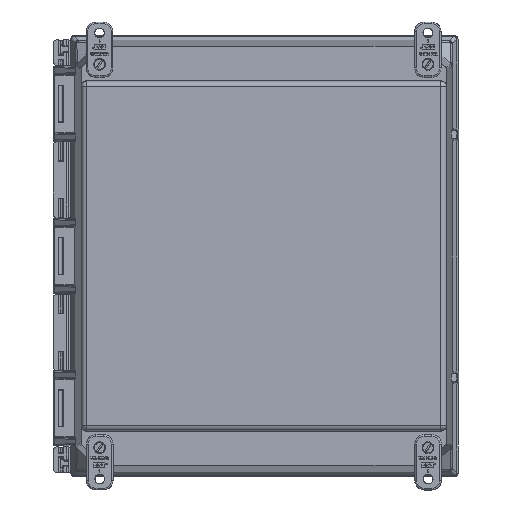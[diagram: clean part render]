
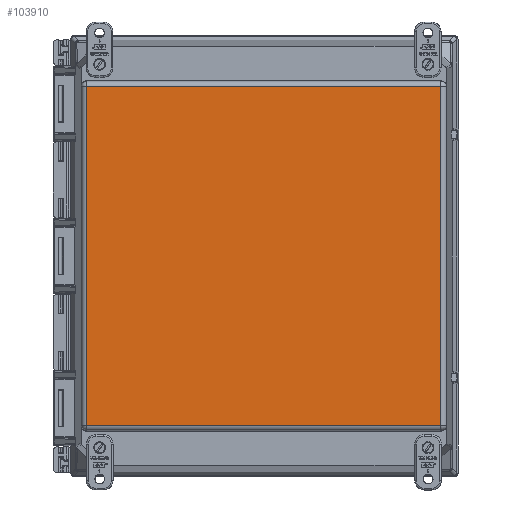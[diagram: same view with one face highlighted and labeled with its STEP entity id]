
A CAD part, front view. The second image highlights one B-rep face of the part: STEP entity #103910.
In plain terms, the highlighted planar face has unit normal (0, -1, 0).
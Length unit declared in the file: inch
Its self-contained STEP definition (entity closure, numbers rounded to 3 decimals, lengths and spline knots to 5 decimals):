
#13 = AXIS2_PLACEMENT_3D ( 'NONE', #64259, #82768, #27880 ) ;
#2216 = ORIENTED_EDGE ( 'NONE', *, *, #61866, .T. ) ;
#2307 = VECTOR ( 'NONE', #84655, 39.37008 ) ;
#6778 = EDGE_CURVE ( 'NONE', #43500, #105805, #80996, .T. ) ;
#13414 = ORIENTED_EDGE ( 'NONE', *, *, #6778, .T. ) ;
#14047 = ORIENTED_EDGE ( 'NONE', *, *, #46127, .T. ) ;
#18423 = LINE ( 'NONE', #111825, #88673 ) ;
#27880 = DIRECTION ( 'NONE',  ( 0., 0., -1. ) ) ;
#29739 = CARTESIAN_POINT ( 'NONE',  ( -6.01555, -6.125, 5.56942 ) ) ;
#32266 = VECTOR ( 'NONE', #64714, 39.37008 ) ;
#38924 = FACE_OUTER_BOUND ( 'NONE', #86210, .T. ) ;
#42240 = DIRECTION ( 'NONE',  ( 1., 0., 0. ) ) ;
#43500 = VERTEX_POINT ( 'NONE', #115122 ) ;
#46127 = EDGE_CURVE ( 'NONE', #105805, #102746, #75470, .T. ) ;
#46339 = CARTESIAN_POINT ( 'NONE',  ( 5.83497, -6.125, 5.75 ) ) ;
#54490 = CARTESIAN_POINT ( 'NONE',  ( -5.83497, -6.125, -5.56942 ) ) ;
#61866 = EDGE_CURVE ( 'NONE', #102746, #84200, #18423, .T. ) ;
#64259 = CARTESIAN_POINT ( 'NONE',  ( -6.36, -6.125, -7.25 ) ) ;
#64714 = DIRECTION ( 'NONE',  ( 0., 0., 1. ) ) ;
#73552 = PLANE ( 'NONE',  #13 ) ;
#75470 = LINE ( 'NONE', #29739, #2307 ) ;
#80996 = LINE ( 'NONE', #46339, #32266 ) ;
#82768 = DIRECTION ( 'NONE',  ( 0., -1., 0. ) ) ;
#84200 = VERTEX_POINT ( 'NONE', #54490 ) ;
#84655 = DIRECTION ( 'NONE',  ( -1., 0., 0. ) ) ;
#86210 = EDGE_LOOP ( 'NONE', ( #14047, #2216, #116142, #13414 ) ) ;
#87937 = CARTESIAN_POINT ( 'NONE',  ( 6.01555, -6.125, -5.56942 ) ) ;
#88673 = VECTOR ( 'NONE', #102661, 39.37008 ) ;
#91612 = EDGE_CURVE ( 'NONE', #84200, #43500, #97187, .T. ) ;
#93541 = CARTESIAN_POINT ( 'NONE',  ( 5.83497, -6.125, 5.56942 ) ) ;
#94315 = VECTOR ( 'NONE', #42240, 39.37008 ) ;
#97187 = LINE ( 'NONE', #87937, #94315 ) ;
#102661 = DIRECTION ( 'NONE',  ( 0., 0., -1. ) ) ;
#102746 = VERTEX_POINT ( 'NONE', #105127 ) ;
#103910 = ADVANCED_FACE ( 'NONE', ( #38924 ), #73552, .T. ) ;
#105127 = CARTESIAN_POINT ( 'NONE',  ( -5.83497, -6.125, 5.56942 ) ) ;
#105805 = VERTEX_POINT ( 'NONE', #93541 ) ;
#111825 = CARTESIAN_POINT ( 'NONE',  ( -5.83497, -6.125, -5.75 ) ) ;
#115122 = CARTESIAN_POINT ( 'NONE',  ( 5.83497, -6.125, -5.56942 ) ) ;
#116142 = ORIENTED_EDGE ( 'NONE', *, *, #91612, .T. ) ;
